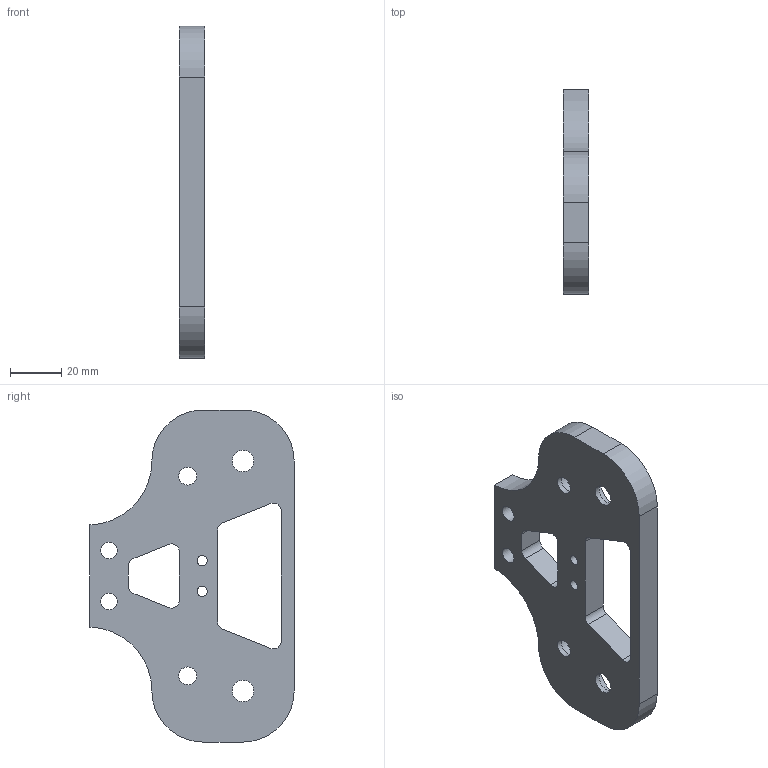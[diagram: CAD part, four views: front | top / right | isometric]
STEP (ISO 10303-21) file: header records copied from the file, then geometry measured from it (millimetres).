
FILE_DESCRIPTION(/* description */ (''),/* implementation_level */ '2;1');
FILE_NAME(/* name */ 'Bakplate.stp',/* time_stamp */ '2025-08-07T16:57:03+02:00',/* author */ ('roone'),/* organization */ (''),/* preprocessor_version */ 'ST-DEVELOPER v20',/* originating_system */ 'Autodesk Inventor 2025',/* authorisation */ '');
FILE_SCHEMA (('AUTOMOTIVE_DESIGN { 1 0 10303 214 3 1 1 }'));
Length unit declared in the file: millimetre
Products named in the file (1): A - Bakplate med bushing
Bounding box: 10 x 80 x 130 mm (x, y, z)
Volume: 53935.5 mm3; surface area: 21017.8 mm2
Topology: 1 solids, 1 shells, 50 faces, 126 edges, 84 vertices
Faces by surface type: cylinder 28, plane 22
Full cylindrical faces by diameter (mm): 4 x2, 6.4 x2, 7 x2, 8.4 x2, 10 x2, 12 x2, 26 x2
Entity records: 1609 total; most frequent: DIRECTION 284, CARTESIAN_POINT 261, ORIENTED_EDGE 252, EDGE_CURVE 126, AXIS2_PLACEMENT_3D 107, VERTEX_POINT 84, EDGE_LOOP 76, LINE 70
